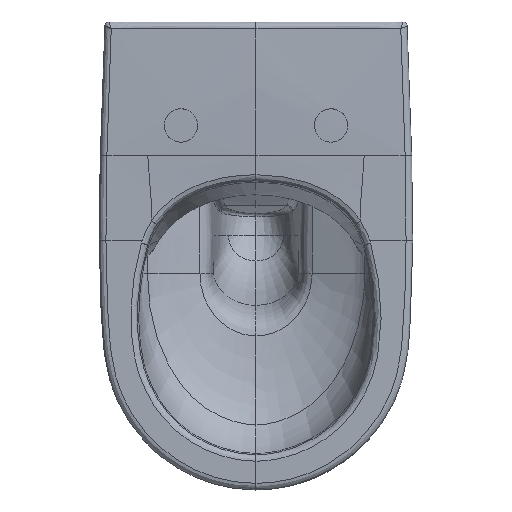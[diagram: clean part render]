
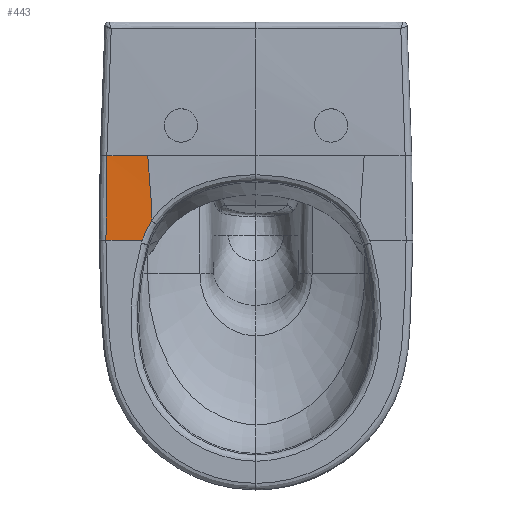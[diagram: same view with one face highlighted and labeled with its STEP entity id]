
A CAD part, top view. The second image highlights one B-rep face of the part: STEP entity #443.
In plain terms, the highlighted free-form (B-spline) face has degree [3, 3] with [5, 13] control points.
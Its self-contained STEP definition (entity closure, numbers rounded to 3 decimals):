
#310=B_SPLINE_SURFACE_WITH_KNOTS('',3,3,((#26268,#26269,#26270,#26271,#26272,
#26273,#26274,#26275,#26276,#26277,#26278,#26279,#26280),(#26281,#26282,
#26283,#26284,#26285,#26286,#26287,#26288,#26289,#26290,#26291,#26292,#26293),
(#26294,#26295,#26296,#26297,#26298,#26299,#26300,#26301,#26302,#26303,
#26304,#26305,#26306),(#26307,#26308,#26309,#26310,#26311,#26312,#26313,
#26314,#26315,#26316,#26317,#26318,#26319),(#26320,#26321,#26322,#26323,
#26324,#26325,#26326,#26327,#26328,#26329,#26330,#26331,#26332)),
 .UNSPECIFIED.,.F.,.F.,.F.,(4,1,4),(4,1,1,1,1,1,1,1,1,1,4),(0.,0.003,
1.),(0.,0.063,0.125,0.188,0.25,0.375,0.5,0.625,0.75,0.875,1.),
 .UNSPECIFIED.);
#443=ADVANCED_FACE('',(#666),#310,.T.);
#666=FACE_OUTER_BOUND('',#872,.T.);
#872=EDGE_LOOP('',(#1477,#1478,#1479,#1480,#1481));
#1477=ORIENTED_EDGE('',*,*,#2655,.T.);
#1478=ORIENTED_EDGE('',*,*,#2656,.T.);
#1479=ORIENTED_EDGE('',*,*,#2650,.F.);
#1480=ORIENTED_EDGE('',*,*,#2657,.F.);
#1481=ORIENTED_EDGE('',*,*,#2658,.T.);
#2240=VERTEX_POINT('',#26091);
#2241=VERTEX_POINT('',#26096);
#2244=VERTEX_POINT('',#26247);
#2245=VERTEX_POINT('',#26248);
#2246=VERTEX_POINT('',#26263);
#2650=EDGE_CURVE('',#2240,#2241,#3147,.T.);
#2655=EDGE_CURVE('',#2244,#2245,#3151,.T.);
#2656=EDGE_CURVE('',#2245,#2241,#3152,.T.);
#2657=EDGE_CURVE('',#2246,#2240,#3153,.T.);
#2658=EDGE_CURVE('',#2246,#2244,#3154,.T.);
#3147=B_SPLINE_CURVE_WITH_KNOTS('',3,(#26092,#26093,#26094,#26095),
 .UNSPECIFIED.,.F.,.F.,(4,4),(0.,1.),.UNSPECIFIED.);
#3151=B_SPLINE_CURVE_WITH_KNOTS('',3,(#26237,#26238,#26239,#26240,#26241,
#26242,#26243,#26244,#26245,#26246),.UNSPECIFIED.,.F.,.F.,(4,2,2,2,4),(0.,
0.25,0.375,0.5,1.),.UNSPECIFIED.);
#3152=B_SPLINE_CURVE_WITH_KNOTS('',3,(#26249,#26250,#26251,#26252,#26253,
#26254,#26255,#26256,#26257,#26258),.UNSPECIFIED.,.F.,.F.,(4,1,1,1,1,1,
1,4),(0.,0.026,0.189,0.351,0.513,
0.675,0.838,1.),.UNSPECIFIED.);
#3153=B_SPLINE_CURVE_WITH_KNOTS('',3,(#26259,#26260,#26261,#26262),
 .UNSPECIFIED.,.F.,.F.,(4,4),(0.,1.),.UNSPECIFIED.);
#3154=B_SPLINE_CURVE_WITH_KNOTS('',3,(#26264,#26265,#26266,#26267),
 .UNSPECIFIED.,.F.,.F.,(4,4),(0.,1.),.UNSPECIFIED.);
#26091=CARTESIAN_POINT('',(-178.685,-160.174,12.242));
#26092=CARTESIAN_POINT('',(-178.685,-160.174,12.242));
#26093=CARTESIAN_POINT('',(-162.353,-160.174,12.503));
#26094=CARTESIAN_POINT('',(-146.02,-160.174,12.729));
#26095=CARTESIAN_POINT('',(-129.687,-160.174,12.919));
#26096=CARTESIAN_POINT('',(-129.687,-160.174,12.919));
#26237=CARTESIAN_POINT('',(-136.206,-261.374,12.137));
#26238=CARTESIAN_POINT('',(-135.547,-259.449,12.137));
#26239=CARTESIAN_POINT('',(-134.826,-257.502,12.137));
#26240=CARTESIAN_POINT('',(-133.634,-254.561,12.137));
#26241=CARTESIAN_POINT('',(-133.218,-253.576,12.137));
#26242=CARTESIAN_POINT('',(-132.348,-251.602,12.137));
#26243=CARTESIAN_POINT('',(-131.871,-250.564,12.137));
#26244=CARTESIAN_POINT('',(-129.61,-245.839,12.138));
#26245=CARTESIAN_POINT('',(-127.542,-242.116,12.139));
#26246=CARTESIAN_POINT('',(-125.166,-238.479,12.143));
#26247=CARTESIAN_POINT('',(-136.207,-261.374,12.137));
#26248=CARTESIAN_POINT('',(-125.166,-238.479,12.143));
#26249=CARTESIAN_POINT('',(-125.165,-238.479,12.143));
#26250=CARTESIAN_POINT('',(-125.114,-237.787,12.144));
#26251=CARTESIAN_POINT('',(-124.789,-232.858,12.149));
#26252=CARTESIAN_POINT('',(-124.745,-223.662,12.167));
#26253=CARTESIAN_POINT('',(-125.569,-210.943,12.221));
#26254=CARTESIAN_POINT('',(-126.86,-198.268,12.313));
#26255=CARTESIAN_POINT('',(-128.242,-185.603,12.451));
#26256=CARTESIAN_POINT('',(-129.358,-172.91,12.645));
#26257=CARTESIAN_POINT('',(-129.687,-164.42,12.82));
#26258=CARTESIAN_POINT('',(-129.687,-160.174,12.919));
#26259=CARTESIAN_POINT('',(-179.8,-261.374,12.137));
#26260=CARTESIAN_POINT('',(-179.991,-227.628,12.137));
#26261=CARTESIAN_POINT('',(-179.443,-193.897,12.135));
#26262=CARTESIAN_POINT('',(-178.685,-160.174,12.242));
#26263=CARTESIAN_POINT('',(-179.8,-261.374,12.137));
#26264=CARTESIAN_POINT('',(-179.8,-261.374,12.137));
#26265=CARTESIAN_POINT('',(-165.269,-261.374,12.137));
#26266=CARTESIAN_POINT('',(-150.738,-261.374,12.137));
#26267=CARTESIAN_POINT('',(-136.208,-261.374,12.137));
#26268=CARTESIAN_POINT('',(-180.82,-261.374,12.137));
#26269=CARTESIAN_POINT('',(-180.763,-259.276,12.137));
#26270=CARTESIAN_POINT('',(-180.658,-255.073,12.137));
#26271=CARTESIAN_POINT('',(-180.527,-248.756,12.137));
#26272=CARTESIAN_POINT('',(-180.422,-242.432,12.137));
#26273=CARTESIAN_POINT('',(-180.311,-233.995,12.138));
#26274=CARTESIAN_POINT('',(-180.219,-223.444,12.141));
#26275=CARTESIAN_POINT('',(-180.15,-210.787,12.147));
#26276=CARTESIAN_POINT('',(-180.091,-198.135,12.157));
#26277=CARTESIAN_POINT('',(-180.01,-185.484,12.173));
#26278=CARTESIAN_POINT('',(-179.878,-172.831,12.195));
#26279=CARTESIAN_POINT('',(-179.734,-164.393,12.215));
#26280=CARTESIAN_POINT('',(-179.643,-160.174,12.226));
#26281=CARTESIAN_POINT('',(-180.772,-261.374,12.137));
#26282=CARTESIAN_POINT('',(-180.714,-259.276,12.137));
#26283=CARTESIAN_POINT('',(-180.608,-255.073,12.137));
#26284=CARTESIAN_POINT('',(-180.476,-248.757,12.137));
#26285=CARTESIAN_POINT('',(-180.369,-242.433,12.137));
#26286=CARTESIAN_POINT('',(-180.258,-233.995,12.138));
#26287=CARTESIAN_POINT('',(-180.166,-223.444,12.141));
#26288=CARTESIAN_POINT('',(-180.098,-210.787,12.147));
#26289=CARTESIAN_POINT('',(-180.04,-198.135,12.158));
#26290=CARTESIAN_POINT('',(-179.961,-185.484,12.173));
#26291=CARTESIAN_POINT('',(-179.83,-172.831,12.196));
#26292=CARTESIAN_POINT('',(-179.686,-164.393,12.216));
#26293=CARTESIAN_POINT('',(-179.596,-160.174,12.227));
#26294=CARTESIAN_POINT('',(-163.727,-261.374,12.137));
#26295=CARTESIAN_POINT('',(-163.459,-259.306,12.137));
#26296=CARTESIAN_POINT('',(-162.982,-255.147,12.137));
#26297=CARTESIAN_POINT('',(-162.441,-248.859,12.137));
#26298=CARTESIAN_POINT('',(-162.064,-242.541,12.138));
#26299=CARTESIAN_POINT('',(-161.753,-234.093,12.142));
#26300=CARTESIAN_POINT('',(-161.675,-223.517,12.152));
#26301=CARTESIAN_POINT('',(-161.904,-210.839,12.177));
#26302=CARTESIAN_POINT('',(-162.297,-198.179,12.219));
#26303=CARTESIAN_POINT('',(-162.705,-185.523,12.282));
#26304=CARTESIAN_POINT('',(-162.99,-172.857,12.371));
#26305=CARTESIAN_POINT('',(-163.005,-164.402,12.45));
#26306=CARTESIAN_POINT('',(-162.944,-160.174,12.495));
#26307=CARTESIAN_POINT('',(-146.683,-261.374,12.137));
#26308=CARTESIAN_POINT('',(-146.203,-259.336,12.137));
#26309=CARTESIAN_POINT('',(-145.356,-255.22,12.137));
#26310=CARTESIAN_POINT('',(-144.407,-248.962,12.137));
#26311=CARTESIAN_POINT('',(-143.758,-242.649,12.139));
#26312=CARTESIAN_POINT('',(-143.248,-234.191,12.145));
#26313=CARTESIAN_POINT('',(-143.184,-223.589,12.161));
#26314=CARTESIAN_POINT('',(-143.711,-210.891,12.201));
#26315=CARTESIAN_POINT('',(-144.553,-198.223,12.27));
#26316=CARTESIAN_POINT('',(-145.449,-185.563,12.374));
#26317=CARTESIAN_POINT('',(-146.15,-172.884,12.521));
#26318=CARTESIAN_POINT('',(-146.322,-164.411,12.651));
#26319=CARTESIAN_POINT('',(-146.292,-160.174,12.726));
#26320=CARTESIAN_POINT('',(-129.687,-261.374,12.137));
#26321=CARTESIAN_POINT('',(-128.997,-259.366,12.137));
#26322=CARTESIAN_POINT('',(-127.78,-255.294,12.137));
#26323=CARTESIAN_POINT('',(-126.424,-249.065,12.137));
#26324=CARTESIAN_POINT('',(-125.504,-242.758,12.139));
#26325=CARTESIAN_POINT('',(-124.795,-234.289,12.146));
#26326=CARTESIAN_POINT('',(-124.745,-223.662,12.167));
#26327=CARTESIAN_POINT('',(-125.569,-210.943,12.221));
#26328=CARTESIAN_POINT('',(-126.86,-198.268,12.313));
#26329=CARTESIAN_POINT('',(-128.242,-185.603,12.451));
#26330=CARTESIAN_POINT('',(-129.358,-172.91,12.645));
#26331=CARTESIAN_POINT('',(-129.687,-164.42,12.82));
#26332=CARTESIAN_POINT('',(-129.687,-160.174,12.919));
